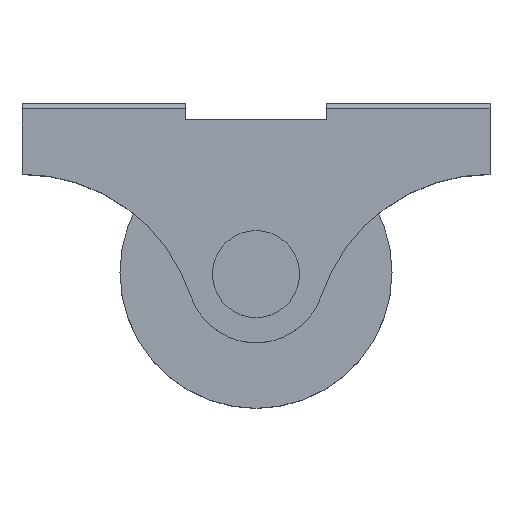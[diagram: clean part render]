
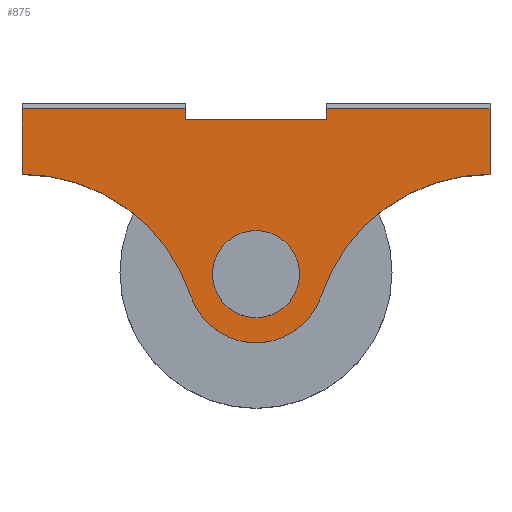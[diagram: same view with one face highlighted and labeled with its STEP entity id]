
A CAD part, top view. The second image highlights one B-rep face of the part: STEP entity #875.
In plain terms, the highlighted planar face has unit normal (0, 0, 1).
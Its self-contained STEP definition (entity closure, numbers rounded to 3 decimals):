
#4 = ORIENTED_EDGE ( 'NONE', *, *, #1235, .T. ) ;
#12 = DIRECTION ( 'NONE',  ( 0., 0., -1. ) ) ;
#18 = CARTESIAN_POINT ( 'NONE',  ( 6.5, -0.5, 9. ) ) ;
#58 = LINE ( 'NONE', #627, #613 ) ;
#64 = ORIENTED_EDGE ( 'NONE', *, *, #1024, .T. ) ;
#66 = EDGE_CURVE ( 'NONE', #1172, #1338, #1349, .T. ) ;
#88 = VECTOR ( 'NONE', #114, 1000. ) ;
#111 = DIRECTION ( 'NONE',  ( -1., 0., 0. ) ) ;
#113 = VERTEX_POINT ( 'NONE', #1259 ) ;
#114 = DIRECTION ( 'NONE',  ( 0., 1., 0. ) ) ;
#121 = VECTOR ( 'NONE', #1233, 1000. ) ;
#124 = LINE ( 'NONE', #1413, #358 ) ;
#164 = DIRECTION ( 'NONE',  ( 1., 0., 0. ) ) ;
#167 = VERTEX_POINT ( 'NONE', #504 ) ;
#179 = EDGE_LOOP ( 'NONE', ( #64, #513, #1460, #722, #4, #792, #567, #945, #933, #1236 ) ) ;
#183 = VERTEX_POINT ( 'NONE', #634 ) ;
#199 = EDGE_CURVE ( 'NONE', #902, #874, #607, .T. ) ;
#205 = AXIS2_PLACEMENT_3D ( 'NONE', #793, #1244, #222 ) ;
#222 = DIRECTION ( 'NONE',  ( 1., 0., 0. ) ) ;
#225 = EDGE_CURVE ( 'NONE', #1438, #113, #1057, .T. ) ;
#259 = CARTESIAN_POINT ( 'NONE',  ( -21.5, -22.837, 9. ) ) ;
#275 = DIRECTION ( 'NONE',  ( -1., 0., 0. ) ) ;
#284 = CIRCLE ( 'NONE', #205, 4. ) ;
#320 = CARTESIAN_POINT ( 'NONE',  ( 21.5, -22.837, 9. ) ) ;
#336 = CARTESIAN_POINT ( 'NONE',  ( 21.5, 0., 9. ) ) ;
#337 = CIRCLE ( 'NONE', #1297, 16.337 ) ;
#358 = VECTOR ( 'NONE', #390, 1000. ) ;
#377 = EDGE_LOOP ( 'NONE', ( #461, #530 ) ) ;
#390 = DIRECTION ( 'NONE',  ( 0., 1., 0. ) ) ;
#395 = VERTEX_POINT ( 'NONE', #1345 ) ;
#416 = CARTESIAN_POINT ( 'NONE',  ( -6.5, -1.5, 9. ) ) ;
#447 = DIRECTION ( 'NONE',  ( 1., 0., 0. ) ) ;
#461 = ORIENTED_EDGE ( 'NONE', *, *, #225, .F. ) ;
#469 = EDGE_CURVE ( 'NONE', #645, #1470, #337, .T. ) ;
#470 = DIRECTION ( 'NONE',  ( 0., 0., -1. ) ) ;
#473 = VECTOR ( 'NONE', #760, 1000. ) ;
#488 = CIRCLE ( 'NONE', #846, 6.324 ) ;
#504 = CARTESIAN_POINT ( 'NONE',  ( -6., -17.674, 9. ) ) ;
#513 = ORIENTED_EDGE ( 'NONE', *, *, #199, .T. ) ;
#529 = CARTESIAN_POINT ( 'NONE',  ( 6., -17.674, 9. ) ) ;
#530 = ORIENTED_EDGE ( 'NONE', *, *, #917, .F. ) ;
#534 = PLANE ( 'NONE',  #928 ) ;
#559 = FACE_BOUND ( 'NONE', #377, .T. ) ;
#561 = CARTESIAN_POINT ( 'NONE',  ( -4., -15.676, 9. ) ) ;
#567 = ORIENTED_EDGE ( 'NONE', *, *, #903, .T. ) ;
#607 = LINE ( 'NONE', #1278, #1215 ) ;
#613 = VECTOR ( 'NONE', #1086, 1000. ) ;
#627 = CARTESIAN_POINT ( 'NONE',  ( 6.5, -0.5, 9. ) ) ;
#632 = LINE ( 'NONE', #1096, #804 ) ;
#634 = CARTESIAN_POINT ( 'NONE',  ( -21.5, -6.5, 9. ) ) ;
#645 = VERTEX_POINT ( 'NONE', #529 ) ;
#680 = EDGE_CURVE ( 'NONE', #874, #183, #632, .T. ) ;
#709 = CARTESIAN_POINT ( 'NONE',  ( 21.5, -22.837, 9. ) ) ;
#722 = ORIENTED_EDGE ( 'NONE', *, *, #1070, .T. ) ;
#727 = EDGE_CURVE ( 'NONE', #395, #1172, #1329, .T. ) ;
#745 = CARTESIAN_POINT ( 'NONE',  ( 21.5, -0.5, 9. ) ) ;
#757 = EDGE_CURVE ( 'NONE', #1154, #1338, #58, .T. ) ;
#760 = DIRECTION ( 'NONE',  ( 1., 0., 0. ) ) ;
#775 = DIRECTION ( 'NONE',  ( 0., 0., 1. ) ) ;
#792 = ORIENTED_EDGE ( 'NONE', *, *, #469, .T. ) ;
#793 = CARTESIAN_POINT ( 'NONE',  ( 0., -15.676, 9. ) ) ;
#804 = VECTOR ( 'NONE', #1443, 1000. ) ;
#811 = DIRECTION ( 'NONE',  ( 1., 0., 0. ) ) ;
#846 = AXIS2_PLACEMENT_3D ( 'NONE', #1347, #1106, #111 ) ;
#874 = VERTEX_POINT ( 'NONE', #1109 ) ;
#875 = ADVANCED_FACE ( 'NONE', ( #559, #1103 ), #534, .T. ) ;
#902 = VERTEX_POINT ( 'NONE', #904 ) ;
#903 = EDGE_CURVE ( 'NONE', #1470, #1154, #1359, .T. ) ;
#904 = CARTESIAN_POINT ( 'NONE',  ( -6.5, -0.5, 9. ) ) ;
#917 = EDGE_CURVE ( 'NONE', #113, #1438, #284, .T. ) ;
#924 = CARTESIAN_POINT ( 'NONE',  ( 6.5, -1.5, 9. ) ) ;
#928 = AXIS2_PLACEMENT_3D ( 'NONE', #320, #775, #447 ) ;
#933 = ORIENTED_EDGE ( 'NONE', *, *, #66, .F. ) ;
#945 = ORIENTED_EDGE ( 'NONE', *, *, #757, .T. ) ;
#1024 = EDGE_CURVE ( 'NONE', #395, #902, #124, .T. ) ;
#1057 = CIRCLE ( 'NONE', #1093, 4. ) ;
#1070 = EDGE_CURVE ( 'NONE', #183, #167, #1191, .T. ) ;
#1085 = CARTESIAN_POINT ( 'NONE',  ( 6.5, -1.5, 9. ) ) ;
#1086 = DIRECTION ( 'NONE',  ( -1., 0., 0. ) ) ;
#1092 = DIRECTION ( 'NONE',  ( 0., 0., 1. ) ) ;
#1093 = AXIS2_PLACEMENT_3D ( 'NONE', #1404, #1092, #164 ) ;
#1096 = CARTESIAN_POINT ( 'NONE',  ( -21.5, 0., 9. ) ) ;
#1103 = FACE_OUTER_BOUND ( 'NONE', #179, .T. ) ;
#1106 = DIRECTION ( 'NONE',  ( 0., 0., 1. ) ) ;
#1109 = CARTESIAN_POINT ( 'NONE',  ( -21.5, -0.5, 9. ) ) ;
#1136 = DIRECTION ( 'NONE',  ( 1., 0., 0. ) ) ;
#1154 = VERTEX_POINT ( 'NONE', #745 ) ;
#1172 = VERTEX_POINT ( 'NONE', #1085 ) ;
#1191 = CIRCLE ( 'NONE', #1380, 16.337 ) ;
#1215 = VECTOR ( 'NONE', #275, 1000. ) ;
#1233 = DIRECTION ( 'NONE',  ( 0., 1., 0. ) ) ;
#1235 = EDGE_CURVE ( 'NONE', #167, #645, #488, .T. ) ;
#1236 = ORIENTED_EDGE ( 'NONE', *, *, #727, .F. ) ;
#1244 = DIRECTION ( 'NONE',  ( 0., 0., 1. ) ) ;
#1256 = CARTESIAN_POINT ( 'NONE',  ( 21.5, -6.5, 9. ) ) ;
#1259 = CARTESIAN_POINT ( 'NONE',  ( 4., -15.676, 9. ) ) ;
#1278 = CARTESIAN_POINT ( 'NONE',  ( -21.5, -0.5, 9. ) ) ;
#1297 = AXIS2_PLACEMENT_3D ( 'NONE', #709, #470, #1136 ) ;
#1329 = LINE ( 'NONE', #416, #473 ) ;
#1338 = VERTEX_POINT ( 'NONE', #18 ) ;
#1345 = CARTESIAN_POINT ( 'NONE',  ( -6.5, -1.5, 9. ) ) ;
#1347 = CARTESIAN_POINT ( 'NONE',  ( 0., -15.676, 9. ) ) ;
#1349 = LINE ( 'NONE', #924, #121 ) ;
#1359 = LINE ( 'NONE', #336, #88 ) ;
#1380 = AXIS2_PLACEMENT_3D ( 'NONE', #259, #12, #811 ) ;
#1404 = CARTESIAN_POINT ( 'NONE',  ( 0., -15.676, 9. ) ) ;
#1413 = CARTESIAN_POINT ( 'NONE',  ( -6.5, -1.5, 9. ) ) ;
#1438 = VERTEX_POINT ( 'NONE', #561 ) ;
#1443 = DIRECTION ( 'NONE',  ( 0., -1., 0. ) ) ;
#1460 = ORIENTED_EDGE ( 'NONE', *, *, #680, .T. ) ;
#1470 = VERTEX_POINT ( 'NONE', #1256 ) ;
